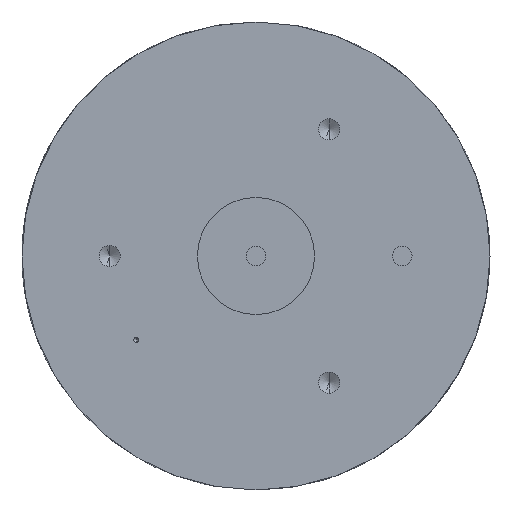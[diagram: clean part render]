
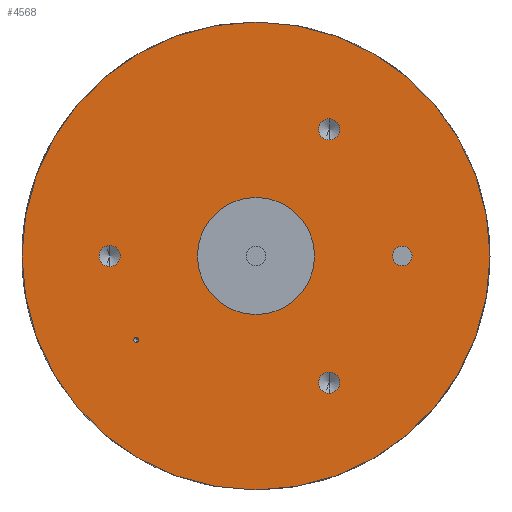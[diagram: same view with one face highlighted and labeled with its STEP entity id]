
A CAD part, front view. The second image highlights one B-rep face of the part: STEP entity #4568.
In plain terms, the highlighted planar face has unit normal (0, -1, 0).
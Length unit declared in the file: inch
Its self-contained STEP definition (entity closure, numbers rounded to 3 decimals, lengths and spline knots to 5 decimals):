
#77 = AXIS2_PLACEMENT_3D ( 'NONE', #1253, #5592, #1858 ) ;
#121 = AXIS2_PLACEMENT_3D ( 'NONE', #7388, #3634, #7979 ) ;
#146 = EDGE_LOOP ( 'NONE', ( #2775, #2157 ) ) ;
#206 = CARTESIAN_POINT ( 'NONE',  ( -0.08101, -1.83108, 1.15366 ) ) ;
#210 = DIRECTION ( 'NONE',  ( 0., 1., 0. ) ) ;
#486 = CARTESIAN_POINT ( 'NONE',  ( 0.38774, -1.83108, -1.22624 ) ) ;
#518 = CARTESIAN_POINT ( 'NONE',  ( 0.38774, -1.83108, 0.46556 ) ) ;
#630 = DIRECTION ( 'NONE',  ( 0., 1., 0. ) ) ;
#638 = ORIENTED_EDGE ( 'NONE', *, *, #8007, .T. ) ;
#663 = CIRCLE ( 'NONE', #7291, 0.01563 ) ;
#699 = DIRECTION ( 'NONE',  ( 0., -1., 0. ) ) ;
#841 = CIRCLE ( 'NONE', #6972, 0.068 ) ;
#845 = EDGE_CURVE ( 'NONE', #5759, #6710, #2291, .T. ) ;
#853 = CARTESIAN_POINT ( 'NONE',  ( -0.08101, -1.83108, 0.02866 ) ) ;
#1069 = CARTESIAN_POINT ( 'NONE',  ( 0.85649, -1.83108, -0.28359 ) ) ;
#1080 = EDGE_LOOP ( 'NONE', ( #638, #7489 ) ) ;
#1253 = CARTESIAN_POINT ( 'NONE',  ( -1.01851, -1.83108, -0.34634 ) ) ;
#1343 = CARTESIAN_POINT ( 'NONE',  ( -0.84897, -1.83108, -0.86844 ) ) ;
#1501 = FACE_BOUND ( 'NONE', #1080, .T. ) ;
#1579 = AXIS2_PLACEMENT_3D ( 'NONE', #3328, #7685, #3966 ) ;
#1590 = CARTESIAN_POINT ( 'NONE',  ( -0.84897, -1.83108, -0.89969 ) ) ;
#1646 = CARTESIAN_POINT ( 'NONE',  ( -0.84897, -1.83108, -0.88407 ) ) ;
#1692 = CARTESIAN_POINT ( 'NONE',  ( -0.08101, -1.83108, -0.34634 ) ) ;
#1726 = AXIS2_PLACEMENT_3D ( 'NONE', #2325, #6711, #2951 ) ;
#1785 = CARTESIAN_POINT ( 'NONE',  ( -0.84897, -1.83108, -0.88407 ) ) ;
#1789 = CARTESIAN_POINT ( 'NONE',  ( 0.38774, -1.83108, -1.09024 ) ) ;
#1858 = DIRECTION ( 'NONE',  ( 0., 0., -1. ) ) ;
#1918 = CIRCLE ( 'NONE', #77, 0.068 ) ;
#1925 = ORIENTED_EDGE ( 'NONE', *, *, #5091, .F. ) ;
#1976 = VERTEX_POINT ( 'NONE', #853 ) ;
#2111 = VERTEX_POINT ( 'NONE', #206 ) ;
#2124 = CARTESIAN_POINT ( 'NONE',  ( 0.38774, -1.83108, 0.46556 ) ) ;
#2157 = ORIENTED_EDGE ( 'NONE', *, *, #4281, .F. ) ;
#2237 = DIRECTION ( 'NONE',  ( 0., 0., -1. ) ) ;
#2285 = DIRECTION ( 'NONE',  ( 0., 0., 1. ) ) ;
#2291 = CIRCLE ( 'NONE', #6540, 0.068 ) ;
#2325 = CARTESIAN_POINT ( 'NONE',  ( -1.01851, -1.83108, -0.34634 ) ) ;
#2367 = DIRECTION ( 'NONE',  ( 0., 0., -1. ) ) ;
#2427 = CIRCLE ( 'NONE', #5537, 0.06275 ) ;
#2508 = EDGE_CURVE ( 'NONE', #5400, #6756, #2756, .T. ) ;
#2601 = CARTESIAN_POINT ( 'NONE',  ( 0.85649, -1.83108, -0.34634 ) ) ;
#2727 = DIRECTION ( 'NONE',  ( 0., 0., -1. ) ) ;
#2756 = CIRCLE ( 'NONE', #121, 0.068 ) ;
#2775 = ORIENTED_EDGE ( 'NONE', *, *, #6180, .F. ) ;
#2817 = CARTESIAN_POINT ( 'NONE',  ( -0.08101, -1.83108, -0.34634 ) ) ;
#2951 = DIRECTION ( 'NONE',  ( 0., 0., -1. ) ) ;
#2988 = EDGE_LOOP ( 'NONE', ( #5180, #7092 ) ) ;
#2991 = EDGE_CURVE ( 'NONE', #4185, #3974, #2427, .T. ) ;
#3048 = AXIS2_PLACEMENT_3D ( 'NONE', #3913, #210, #4551 ) ;
#3106 = FACE_BOUND ( 'NONE', #2988, .T. ) ;
#3142 = CARTESIAN_POINT ( 'NONE',  ( -0.08101, -1.83108, -1.84634 ) ) ;
#3147 = CIRCLE ( 'NONE', #1726, 0.068 ) ;
#3162 = VERTEX_POINT ( 'NONE', #5611 ) ;
#3183 = EDGE_LOOP ( 'NONE', ( #7386, #4209 ) ) ;
#3226 = DIRECTION ( 'NONE',  ( 0., 0., 1. ) ) ;
#3234 = AXIS2_PLACEMENT_3D ( 'NONE', #2601, #6984, #3226 ) ;
#3285 = FACE_BOUND ( 'NONE', #6048, .T. ) ;
#3323 = CIRCLE ( 'NONE', #3048, 0.375 ) ;
#3324 = DIRECTION ( 'NONE',  ( 0., 0., 1. ) ) ;
#3328 = CARTESIAN_POINT ( 'NONE',  ( -0.08101, -1.83108, -0.34634 ) ) ;
#3450 = DIRECTION ( 'NONE',  ( 0., 0., 1. ) ) ;
#3511 = AXIS2_PLACEMENT_3D ( 'NONE', #6470, #7076, #3324 ) ;
#3616 = EDGE_LOOP ( 'NONE', ( #7003, #6334 ) ) ;
#3634 = DIRECTION ( 'NONE',  ( 0., -1., 0. ) ) ;
#3748 = EDGE_CURVE ( 'NONE', #3974, #4185, #4401, .T. ) ;
#3913 = CARTESIAN_POINT ( 'NONE',  ( -0.08101, -1.83108, -0.34634 ) ) ;
#3933 = PLANE ( 'NONE',  #3511 ) ;
#3966 = DIRECTION ( 'NONE',  ( 0., 0., 1. ) ) ;
#3974 = VERTEX_POINT ( 'NONE', #1069 ) ;
#4013 = CIRCLE ( 'NONE', #6831, 0.068 ) ;
#4099 = CARTESIAN_POINT ( 'NONE',  ( -1.01851, -1.83108, -0.41434 ) ) ;
#4185 = VERTEX_POINT ( 'NONE', #5689 ) ;
#4209 = ORIENTED_EDGE ( 'NONE', *, *, #3748, .T. ) ;
#4281 = EDGE_CURVE ( 'NONE', #2111, #4472, #7215, .T. ) ;
#4339 = CARTESIAN_POINT ( 'NONE',  ( 0.85649, -1.83108, -0.34634 ) ) ;
#4373 = ORIENTED_EDGE ( 'NONE', *, *, #5804, .F. ) ;
#4401 = CIRCLE ( 'NONE', #3234, 0.06275 ) ;
#4407 = CARTESIAN_POINT ( 'NONE',  ( 0.38774, -1.83108, -1.15824 ) ) ;
#4472 = VERTEX_POINT ( 'NONE', #3142 ) ;
#4551 = DIRECTION ( 'NONE',  ( 0., 0., 1. ) ) ;
#4568 = ADVANCED_FACE ( 'NONE', ( #3285, #5182, #6444, #4995, #4789, #3106, #1501 ), #3933, .F. ) ;
#4789 = FACE_BOUND ( 'NONE', #3616, .T. ) ;
#4943 = CIRCLE ( 'NONE', #1579, 1.5 ) ;
#4983 = DIRECTION ( 'NONE',  ( 0., 0., 1. ) ) ;
#4995 = FACE_BOUND ( 'NONE', #7741, .T. ) ;
#5048 = DIRECTION ( 'NONE',  ( 0., 0., -1. ) ) ;
#5091 = EDGE_CURVE ( 'NONE', #6945, #5361, #663, .T. ) ;
#5180 = ORIENTED_EDGE ( 'NONE', *, *, #5184, .F. ) ;
#5182 = FACE_BOUND ( 'NONE', #3183, .T. ) ;
#5184 = EDGE_CURVE ( 'NONE', #6667, #5574, #1918, .T. ) ;
#5305 = ORIENTED_EDGE ( 'NONE', *, *, #6852, .F. ) ;
#5361 = VERTEX_POINT ( 'NONE', #1590 ) ;
#5400 = VERTEX_POINT ( 'NONE', #486 ) ;
#5443 = EDGE_CURVE ( 'NONE', #5574, #6667, #3147, .T. ) ;
#5521 = CIRCLE ( 'NONE', #7630, 0.375 ) ;
#5537 = AXIS2_PLACEMENT_3D ( 'NONE', #4339, #630, #4983 ) ;
#5574 = VERTEX_POINT ( 'NONE', #6740 ) ;
#5592 = DIRECTION ( 'NONE',  ( 0., -1., 0. ) ) ;
#5611 = CARTESIAN_POINT ( 'NONE',  ( -0.08101, -1.83108, -0.72134 ) ) ;
#5689 = CARTESIAN_POINT ( 'NONE',  ( 0.85649, -1.83108, -0.40909 ) ) ;
#5759 = VERTEX_POINT ( 'NONE', #5971 ) ;
#5804 = EDGE_CURVE ( 'NONE', #5361, #6945, #7159, .T. ) ;
#5890 = AXIS2_PLACEMENT_3D ( 'NONE', #1646, #6001, #2237 ) ;
#5971 = CARTESIAN_POINT ( 'NONE',  ( 0.38774, -1.83108, 0.53356 ) ) ;
#6001 = DIRECTION ( 'NONE',  ( 0., -1., 0. ) ) ;
#6047 = DIRECTION ( 'NONE',  ( 0., 1., 0. ) ) ;
#6048 = EDGE_LOOP ( 'NONE', ( #4373, #1925 ) ) ;
#6148 = DIRECTION ( 'NONE',  ( 0., -1., 0. ) ) ;
#6180 = EDGE_CURVE ( 'NONE', #4472, #2111, #4943, .T. ) ;
#6334 = ORIENTED_EDGE ( 'NONE', *, *, #845, .F. ) ;
#6444 = FACE_OUTER_BOUND ( 'NONE', #146, .T. ) ;
#6470 = CARTESIAN_POINT ( 'NONE',  ( -0.08101, -1.83108, -0.34634 ) ) ;
#6500 = DIRECTION ( 'NONE',  ( 0., -1., 0. ) ) ;
#6540 = AXIS2_PLACEMENT_3D ( 'NONE', #518, #7610, #7771 ) ;
#6667 = VERTEX_POINT ( 'NONE', #4099 ) ;
#6710 = VERTEX_POINT ( 'NONE', #7329 ) ;
#6711 = DIRECTION ( 'NONE',  ( 0., -1., 0. ) ) ;
#6740 = CARTESIAN_POINT ( 'NONE',  ( -1.01851, -1.83108, -0.27834 ) ) ;
#6756 = VERTEX_POINT ( 'NONE', #1789 ) ;
#6831 = AXIS2_PLACEMENT_3D ( 'NONE', #2124, #6500, #2727 ) ;
#6852 = EDGE_CURVE ( 'NONE', #6756, #5400, #841, .T. ) ;
#6945 = VERTEX_POINT ( 'NONE', #1343 ) ;
#6972 = AXIS2_PLACEMENT_3D ( 'NONE', #4407, #699, #5048 ) ;
#6984 = DIRECTION ( 'NONE',  ( 0., 1., 0. ) ) ;
#7003 = ORIENTED_EDGE ( 'NONE', *, *, #7910, .F. ) ;
#7076 = DIRECTION ( 'NONE',  ( 0., 1., 0. ) ) ;
#7092 = ORIENTED_EDGE ( 'NONE', *, *, #5443, .F. ) ;
#7159 = CIRCLE ( 'NONE', #5890, 0.01563 ) ;
#7202 = DIRECTION ( 'NONE',  ( 0., 1., 0. ) ) ;
#7215 = CIRCLE ( 'NONE', #7451, 1.5 ) ;
#7291 = AXIS2_PLACEMENT_3D ( 'NONE', #1785, #6148, #2367 ) ;
#7329 = CARTESIAN_POINT ( 'NONE',  ( 0.38774, -1.83108, 0.39756 ) ) ;
#7341 = ORIENTED_EDGE ( 'NONE', *, *, #2508, .F. ) ;
#7386 = ORIENTED_EDGE ( 'NONE', *, *, #2991, .T. ) ;
#7388 = CARTESIAN_POINT ( 'NONE',  ( 0.38774, -1.83108, -1.15824 ) ) ;
#7415 = EDGE_CURVE ( 'NONE', #1976, #3162, #3323, .T. ) ;
#7451 = AXIS2_PLACEMENT_3D ( 'NONE', #1692, #6047, #2285 ) ;
#7489 = ORIENTED_EDGE ( 'NONE', *, *, #7415, .T. ) ;
#7610 = DIRECTION ( 'NONE',  ( 0., -1., 0. ) ) ;
#7630 = AXIS2_PLACEMENT_3D ( 'NONE', #2817, #7202, #3450 ) ;
#7685 = DIRECTION ( 'NONE',  ( 0., 1., 0. ) ) ;
#7741 = EDGE_LOOP ( 'NONE', ( #7341, #5305 ) ) ;
#7771 = DIRECTION ( 'NONE',  ( 0., 0., -1. ) ) ;
#7910 = EDGE_CURVE ( 'NONE', #6710, #5759, #4013, .T. ) ;
#7979 = DIRECTION ( 'NONE',  ( 0., 0., -1. ) ) ;
#8007 = EDGE_CURVE ( 'NONE', #3162, #1976, #5521, .T. ) ;
